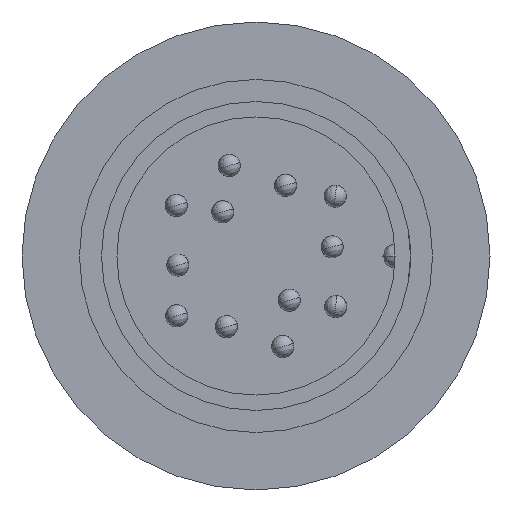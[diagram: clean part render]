
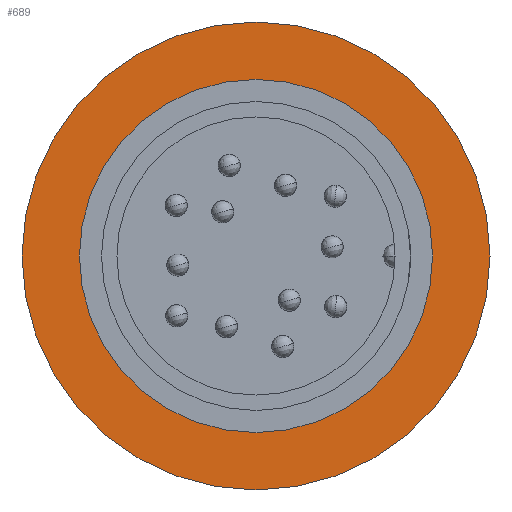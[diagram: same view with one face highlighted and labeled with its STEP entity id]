
A CAD part, left-side view. The second image highlights one B-rep face of the part: STEP entity #689.
In plain terms, the highlighted planar face has unit normal (-1, 0, 0).
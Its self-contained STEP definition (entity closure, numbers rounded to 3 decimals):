
#20 = DIRECTION ( 'NONE',  ( 0., 1., 0. ) ) ;
#25 = VERTEX_POINT ( 'NONE', #3239 ) ;
#167 = FACE_BOUND ( 'NONE', #4070, .T. ) ;
#187 = DIRECTION ( 'NONE',  ( 1., 0., 0. ) ) ;
#195 = DIRECTION ( 'NONE',  ( 1., 0., 0. ) ) ;
#231 = CARTESIAN_POINT ( 'NONE',  ( -12.1, 0., 0. ) ) ;
#253 = AXIS2_PLACEMENT_3D ( 'NONE', #1625, #187, #548 ) ;
#419 = CIRCLE ( 'NONE', #913, 10.6 ) ;
#548 = DIRECTION ( 'NONE',  ( 0., 1., 0. ) ) ;
#689 = ADVANCED_FACE ( 'NONE', ( #3640, #167 ), #3916, .T. ) ;
#838 = CARTESIAN_POINT ( 'NONE',  ( -12.1, 8., 0. ) ) ;
#913 = AXIS2_PLACEMENT_3D ( 'NONE', #231, #195, #20 ) ;
#981 = AXIS2_PLACEMENT_3D ( 'NONE', #3762, #3758, #3745 ) ;
#1020 = EDGE_CURVE ( 'NONE', #2828, #25, #2647, .T. ) ;
#1044 = EDGE_LOOP ( 'NONE', ( #1103, #2906 ) ) ;
#1103 = ORIENTED_EDGE ( 'NONE', *, *, #1020, .F. ) ;
#1625 = CARTESIAN_POINT ( 'NONE',  ( -12.1, 0., 0. ) ) ;
#1702 = CARTESIAN_POINT ( 'NONE',  ( -12.1, 10.6, 0. ) ) ;
#1815 = DIRECTION ( 'NONE',  ( 0., 1., 0. ) ) ;
#1825 = DIRECTION ( 'NONE',  ( 1., 0., 0. ) ) ;
#1840 = CARTESIAN_POINT ( 'NONE',  ( -12.1, 0., 0. ) ) ;
#1951 = EDGE_CURVE ( 'NONE', #3654, #2962, #3597, .T. ) ;
#2268 = EDGE_CURVE ( 'NONE', #2962, #3654, #4231, .T. ) ;
#2405 = EDGE_CURVE ( 'NONE', #25, #2828, #419, .T. ) ;
#2535 = AXIS2_PLACEMENT_3D ( 'NONE', #4397, #4366, #4340 ) ;
#2575 = CARTESIAN_POINT ( 'NONE',  ( -12.1, -8., 0. ) ) ;
#2645 = AXIS2_PLACEMENT_3D ( 'NONE', #1840, #1825, #1815 ) ;
#2647 = CIRCLE ( 'NONE', #2645, 10.6 ) ;
#2828 = VERTEX_POINT ( 'NONE', #1702 ) ;
#2906 = ORIENTED_EDGE ( 'NONE', *, *, #2405, .F. ) ;
#2962 = VERTEX_POINT ( 'NONE', #2575 ) ;
#3239 = CARTESIAN_POINT ( 'NONE',  ( -12.1, -10.6, 0. ) ) ;
#3597 = CIRCLE ( 'NONE', #2535, 8. ) ;
#3640 = FACE_OUTER_BOUND ( 'NONE', #1044, .T. ) ;
#3654 = VERTEX_POINT ( 'NONE', #838 ) ;
#3745 = DIRECTION ( 'NONE',  ( 0., -1., 0. ) ) ;
#3758 = DIRECTION ( 'NONE',  ( -1., 0., 0. ) ) ;
#3762 = CARTESIAN_POINT ( 'NONE',  ( -12.1, 8., 0. ) ) ;
#3916 = PLANE ( 'NONE',  #981 ) ;
#3954 = ORIENTED_EDGE ( 'NONE', *, *, #2268, .T. ) ;
#4070 = EDGE_LOOP ( 'NONE', ( #4094, #3954 ) ) ;
#4094 = ORIENTED_EDGE ( 'NONE', *, *, #1951, .T. ) ;
#4231 = CIRCLE ( 'NONE', #253, 8. ) ;
#4340 = DIRECTION ( 'NONE',  ( 0., 1., 0. ) ) ;
#4366 = DIRECTION ( 'NONE',  ( 1., 0., 0. ) ) ;
#4397 = CARTESIAN_POINT ( 'NONE',  ( -12.1, 0., 0. ) ) ;
